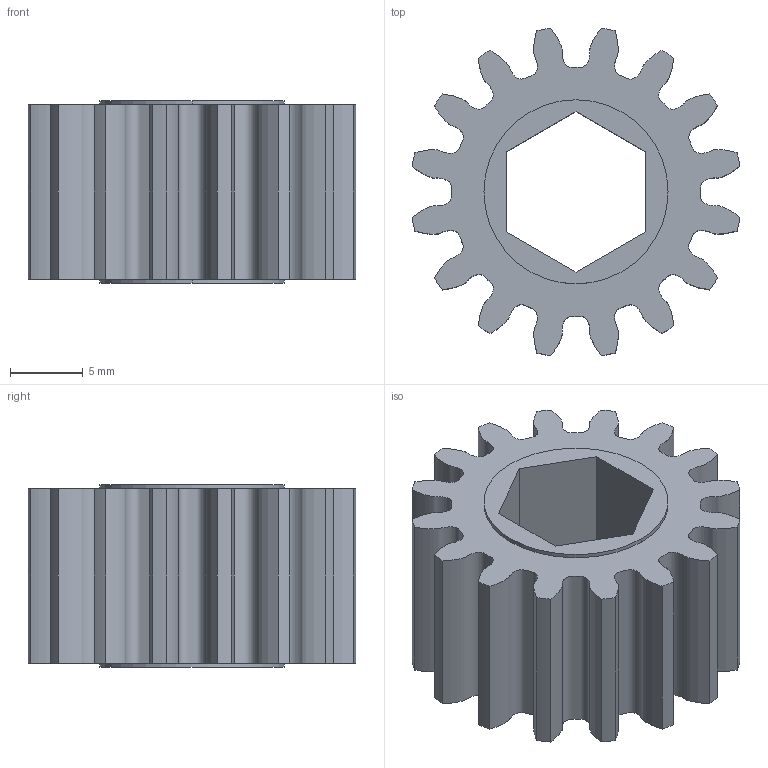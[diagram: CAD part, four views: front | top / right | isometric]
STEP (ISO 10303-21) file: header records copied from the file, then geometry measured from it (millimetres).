
FILE_DESCRIPTION (( 'STEP AP214' ), '1' );
FILE_NAME ('217-5450-001 Rev1.step', '2016-08-25T21:09:40', ( '' ), ( '' ), 'SwSTEP 2.0', 'SolidWorks 2015', '' );
FILE_SCHEMA (( 'AUTOMOTIVE_DESIGN' ));
Length unit declared in the file: millimetre
Products named in the file (1): 217-5450-001 Rev1
Bounding box: 22.59 x 22.59 x 12.6 mm (x, y, z)
Volume: 2830.9 mm3; surface area: 2465.7 mm2
Topology: 1 solids, 1 shells, 46 faces, 126 edges, 84 vertices
Faces by surface type: cylinder 20, bspline 16, plane 10
Entity records: 6148 total; most frequent: CARTESIAN_POINT 5009, ORIENTED_EDGE 252, DIRECTION 196, EDGE_CURVE 126, VERTEX_POINT 84, AXIS2_PLACEMENT_3D 71, LINE 54, VECTOR 54
